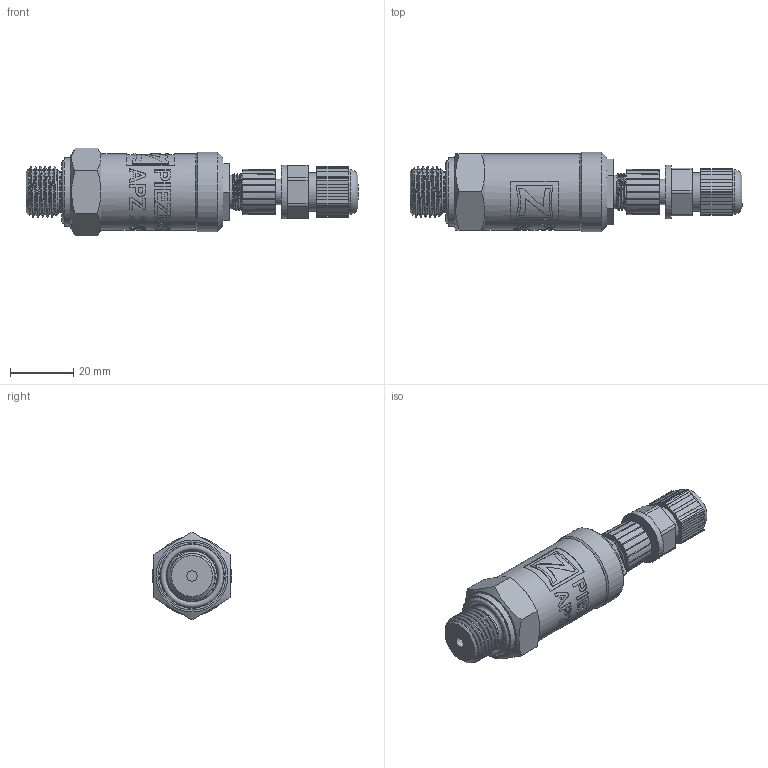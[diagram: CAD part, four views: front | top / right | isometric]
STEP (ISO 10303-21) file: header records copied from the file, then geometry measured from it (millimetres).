
FILE_DESCRIPTION(/* description */ (''),/* implementation_level */ '2;1');
FILE_NAME(/* name */ 'APZ2422_M16x1,5DIN_M12x1.step',/* time_stamp */ '2021-06-15T14:12:29+03:00',/* author */ (''),/* organization */ (''),/* preprocessor_version */ 'ST-DEVELOPER v18.1',/* originating_system */ 'Autodesk Translation Framework v10.9.0.1377',/* authorisation */ '');
FILE_SCHEMA (('AUTOMOTIVE_DESIGN { 1 0 10303 214 3 1 1 }'));
Products named in the file (6): APZ2422_M16x1,5DIN_M12x1; M16x1,5 DIN; Адаптер М12х1; M12x1 assembly v4; M12x1 female straight v9; M12x1 male v16
Assembly tree (5 placements, depth 3):
  APZ2422_M16x1,5DIN_M12x1
    M16x1,5 DIN
    Адаптер М12х1
    M12x1 assembly v4
      M12x1 female straight v9
      M12x1 male v16
Bounding box: 104.67 x 25 x 27.71 mm (x, y, z)
Volume: 30839.5 mm3; surface area: 15451.3 mm2
Topology: 16 solids, 16 shells, 807 faces, 2186 edges, 1450 vertices
Faces by surface type: bspline 335, plane 266, cylinder 151, cone 44, torus 11
Full cylindrical faces by diameter (mm): 1 x14, 1.5 x6, 3.3 x1, 7.3 x1, 8 x3, 8.2 x1, 10.293 x1, 10.6 x2, 10.741 x6, 11.884 x5, 12 x1, 13 x1, 14 x2, 14.137 x9, 14.526 x9, 15.85 x7, 16.203 x9, 16.4 x1, 17 x1, 20 x1, 21.5 x1, 22.15 x4, 22.65 x4, 24 x1, 25 x1
Entity records: 56524 total; most frequent: CARTESIAN_POINT 37978, ORIENTED_EDGE 4372, DIRECTION 2858, EDGE_CURVE 2186, VERTEX_POINT 1450, LINE 1086, VECTOR 1086, AXIS2_PLACEMENT_3D 886
